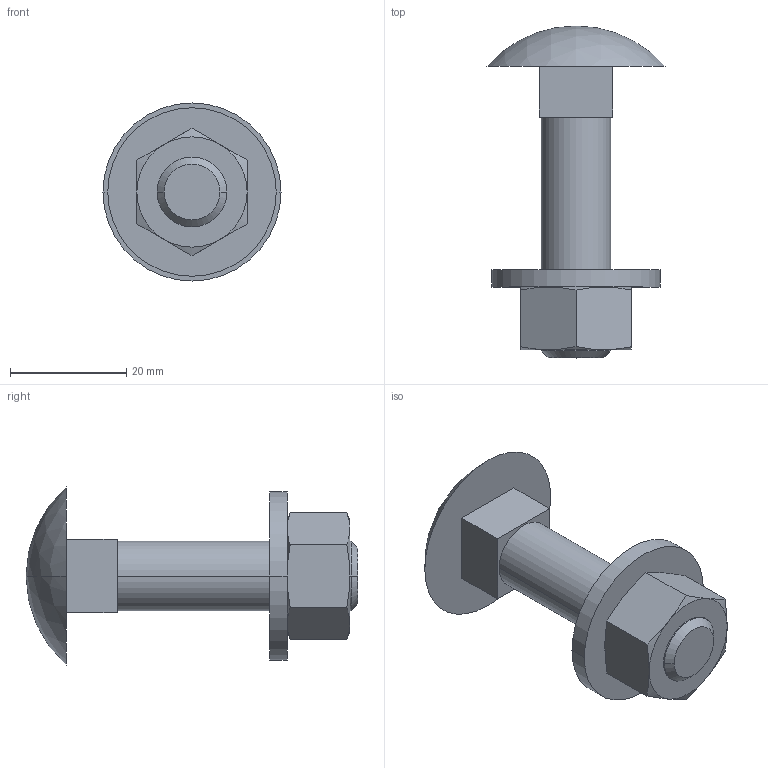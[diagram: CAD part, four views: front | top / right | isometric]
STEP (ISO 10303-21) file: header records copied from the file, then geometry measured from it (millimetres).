
FILE_DESCRIPTION(('STEP AP214'),'1');
FILE_NAME('cctmp_80400F50-F7FB-4ABE-9578-35AFAA72EC75_2024_05_06_11_46_48_0123..stp','2024-05-06T09:46:48',('SIEMENS A&D'),('CADClick - www.CADClick.com'),'Spatial InterOp 3D',' ','unknown authorization');
FILE_SCHEMA(('AUTOMOTIVE_DESIGN'));
Length unit declared in the file: millimetre
Products named in the file (4): cc_unnamed; 2024_05_06_11_46_48_0107; 2024_05_06_11_46_48_0076; 2024_05_06_11_46_48_0045
Assembly tree (3 placements, depth 2):
  cc_unnamed
    2024_05_06_11_46_48_0107
    2024_05_06_11_46_48_0076
    2024_05_06_11_46_48_0045
Bounding box: 30.65 x 57.15 x 30.65 mm (x, y, z)
Volume: 12909.1 mm3; surface area: 6544.2 mm2
Topology: 3 solids, 3 shells, 45 faces, 94 edges, 57 vertices
Faces by surface type: cone 18, plane 17, cylinder 8, sphere 2
Entity records: 1691 total; most frequent: CARTESIAN_POINT 296, DIRECTION 206, ORIENTED_EDGE 188, EDGE_CURVE 94, AXIS2_PLACEMENT_3D 87, VERTEX_POINT 57, EDGE_LOOP 51, STYLED_ITEM 48
